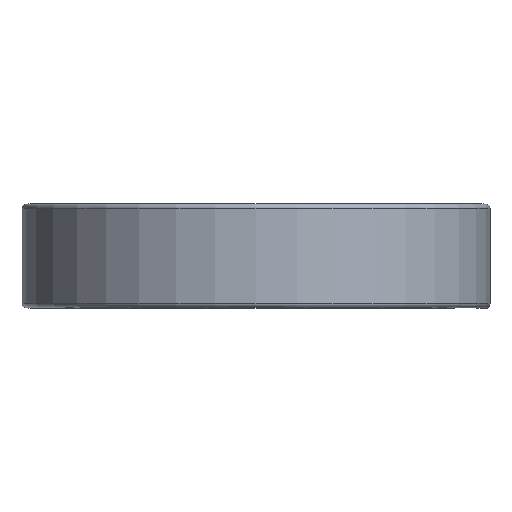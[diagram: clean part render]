
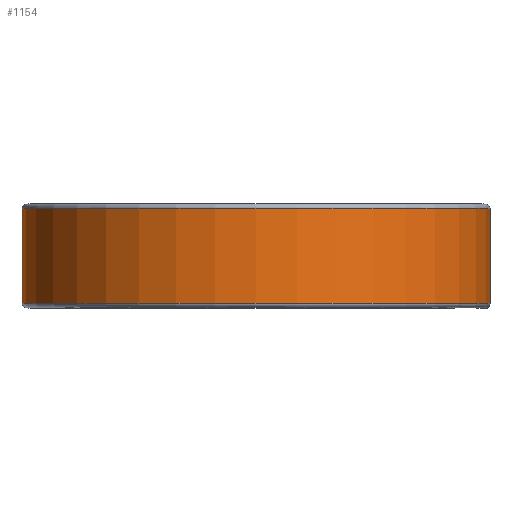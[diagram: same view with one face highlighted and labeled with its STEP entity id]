
A CAD part, top view. The second image highlights one B-rep face of the part: STEP entity #1154.
In plain terms, the highlighted cylindrical face has radius 39.319 mm (diameter 78.638 mm), a partial arc.
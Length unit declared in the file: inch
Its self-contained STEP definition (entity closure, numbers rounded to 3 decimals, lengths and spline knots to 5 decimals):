
#68 = FACE_OUTER_BOUND ( 'NONE', #1476, .T. ) ;
#115 = CARTESIAN_POINT ( 'NONE',  ( 1.548, -0.31375, 0. ) ) ;
#144 = CIRCLE ( 'NONE', #1164, 1.548 ) ;
#178 = CARTESIAN_POINT ( 'NONE',  ( 0., -0.31375, -1.548 ) ) ;
#194 = DIRECTION ( 'NONE',  ( 0., 1., 0. ) ) ;
#197 = VERTEX_POINT ( 'NONE', #1145 ) ;
#324 = VERTEX_POINT ( 'NONE', #1935 ) ;
#327 = ORIENTED_EDGE ( 'NONE', *, *, #1536, .F. ) ;
#424 = CYLINDRICAL_SURFACE ( 'NONE', #582, 1.548 ) ;
#582 = AXIS2_PLACEMENT_3D ( 'NONE', #1021, #1220, #2159 ) ;
#611 = CARTESIAN_POINT ( 'NONE',  ( 1.548, 0.31375, 0. ) ) ;
#657 = CARTESIAN_POINT ( 'NONE',  ( 0., -0.31375, 0. ) ) ;
#677 = ORIENTED_EDGE ( 'NONE', *, *, #885, .T. ) ;
#712 = VERTEX_POINT ( 'NONE', #178 ) ;
#812 = DIRECTION ( 'NONE',  ( 0., 1., 0. ) ) ;
#865 = DIRECTION ( 'NONE',  ( 0., 0., -1. ) ) ;
#873 = CARTESIAN_POINT ( 'NONE',  ( 0., 0.31375, 0. ) ) ;
#885 = EDGE_CURVE ( 'NONE', #2419, #324, #1547, .T. ) ;
#906 = ORIENTED_EDGE ( 'NONE', *, *, #1010, .T. ) ;
#972 = VECTOR ( 'NONE', #194, 39.37008 ) ;
#1010 = EDGE_CURVE ( 'NONE', #324, #197, #144, .T. ) ;
#1021 = CARTESIAN_POINT ( 'NONE',  ( 0., 0.3125, 0. ) ) ;
#1081 = DIRECTION ( 'NONE',  ( 0., 0., -1. ) ) ;
#1145 = CARTESIAN_POINT ( 'NONE',  ( 0., 0.31375, -1.548 ) ) ;
#1154 = ADVANCED_FACE ( 'NONE', ( #68 ), #424, .T. ) ;
#1164 = AXIS2_PLACEMENT_3D ( 'NONE', #873, #2210, #1081 ) ;
#1220 = DIRECTION ( 'NONE',  ( 0., -1., 0. ) ) ;
#1455 = VECTOR ( 'NONE', #812, 39.37008 ) ;
#1476 = EDGE_LOOP ( 'NONE', ( #677, #906, #1600, #327 ) ) ;
#1536 = EDGE_CURVE ( 'NONE', #2419, #712, #2128, .T. ) ;
#1547 = LINE ( 'NONE', #611, #1455 ) ;
#1600 = ORIENTED_EDGE ( 'NONE', *, *, #2206, .F. ) ;
#1701 = AXIS2_PLACEMENT_3D ( 'NONE', #657, #2032, #865 ) ;
#1935 = CARTESIAN_POINT ( 'NONE',  ( 1.548, 0.31375, 0. ) ) ;
#2032 = DIRECTION ( 'NONE',  ( 0., -1., 0. ) ) ;
#2128 = CIRCLE ( 'NONE', #1701, 1.548 ) ;
#2159 = DIRECTION ( 'NONE',  ( 0., 0., -1. ) ) ;
#2206 = EDGE_CURVE ( 'NONE', #712, #197, #2456, .T. ) ;
#2210 = DIRECTION ( 'NONE',  ( 0., -1., 0. ) ) ;
#2290 = CARTESIAN_POINT ( 'NONE',  ( 0., 0.31375, -1.548 ) ) ;
#2419 = VERTEX_POINT ( 'NONE', #115 ) ;
#2456 = LINE ( 'NONE', #2290, #972 ) ;
